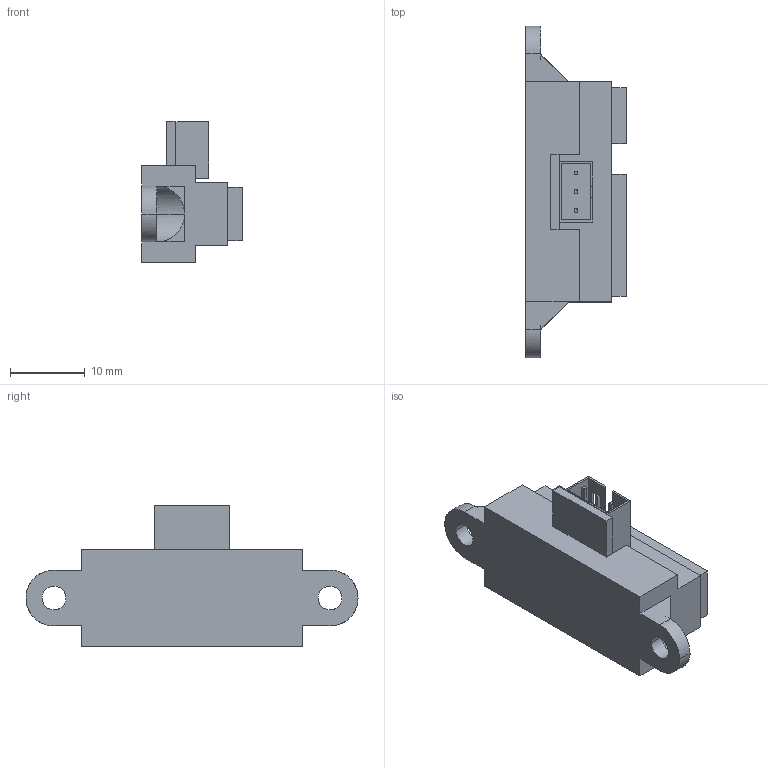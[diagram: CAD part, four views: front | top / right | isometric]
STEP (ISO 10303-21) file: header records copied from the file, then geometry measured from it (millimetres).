
FILE_DESCRIPTION (( 'STEP AP203' ), '1' );
FILE_NAME ('GP2Y0A21YK0F.step.iges_Predeterminado_sldprt.STEP', '2025-03-05T21:44:17', ( '' ), ( '' ), 'SwSTEP 2.0', 'SolidWorks 2025', '' );
FILE_SCHEMA (( 'CONFIG_CONTROL_DESIGN' ));
Length unit declared in the file: millimetre
Products named in the file (1): GP2Y0A21YK0F.step.iges_Predeterminado_sldprt
Bounding box: 13.5 x 44.5 x 18.9 mm (x, y, z)
Volume: 4147.1 mm3; surface area: 2819.4 mm2
Topology: 1 solids, 1 shells, 146 faces, 486 edges, 365 vertices
Faces by surface type: plane 126, cylinder 12, bspline 4, cone 4
Entity records: 7097 total; most frequent: CARTESIAN_POINT 3646, ORIENTED_EDGE 964, EDGE_CURVE 482, B_SPLINE_CURVE_WITH_KNOTS 480, VERTEX_POINT 365, DIRECTION 286, EDGE_LOOP 181, ADVANCED_FACE 146
